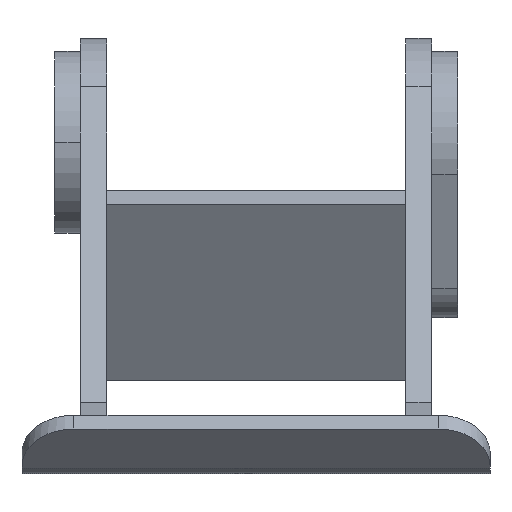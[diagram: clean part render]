
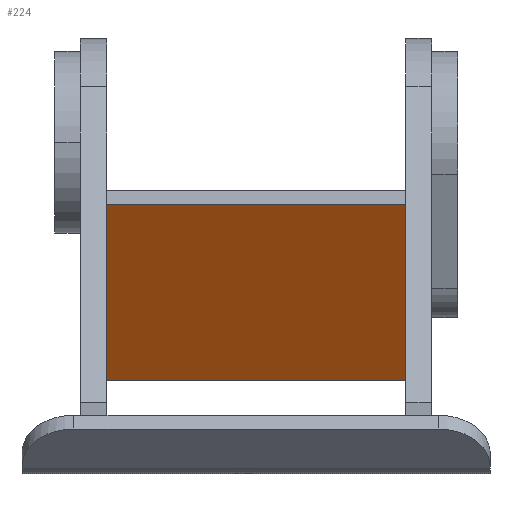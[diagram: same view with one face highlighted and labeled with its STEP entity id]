
A CAD part, front view. The second image highlights one B-rep face of the part: STEP entity #224.
In plain terms, the highlighted planar face has unit normal (0, -0.847, -0.532).
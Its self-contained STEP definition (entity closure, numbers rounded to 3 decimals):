
#110=CARTESIAN_POINT('Vertex',(41.275,78.932,131.733)) ;
#113=CARTESIAN_POINT('Line Origine',(114.3,78.932,131.733)) ;
#117=CARTESIAN_POINT('Vertex',(187.325,78.932,131.733)) ;
#148=CARTESIAN_POINT('Vertex',(187.325,132.948,45.681)) ;
#151=CARTESIAN_POINT('Line Origine',(114.3,132.948,45.681)) ;
#155=CARTESIAN_POINT('Vertex',(41.275,132.948,45.681)) ;
#203=CARTESIAN_POINT('Axis2P3D Location',(200.025,139.7,34.925)) ;
#208=CARTESIAN_POINT('Line Origine',(41.275,105.94,88.707)) ;
#213=CARTESIAN_POINT('Line Origine',(187.325,105.94,88.707)) ;
#114=DIRECTION('Vector Direction',(-1.,0.,0.)) ;
#152=DIRECTION('Vector Direction',(1.,0.,0.)) ;
#204=DIRECTION('Axis2P3D Direction',(-0.,-0.847,-0.532)) ;
#205=DIRECTION('Axis2P3D XDirection',(0.,-0.532,0.847)) ;
#209=DIRECTION('Vector Direction',(0.,-0.532,0.847)) ;
#214=DIRECTION('Vector Direction',(0.,-0.532,0.847)) ;
#206=AXIS2_PLACEMENT_3D('Plane Axis2P3D',#203,#204,#205) ;
#219=ORIENTED_EDGE('',*,*,#212,.F.) ;
#220=ORIENTED_EDGE('',*,*,#157,.F.) ;
#221=ORIENTED_EDGE('',*,*,#217,.T.) ;
#222=ORIENTED_EDGE('',*,*,#119,.F.) ;
#115=VECTOR('Line Direction',#114,1.) ;
#153=VECTOR('Line Direction',#152,1.) ;
#210=VECTOR('Line Direction',#209,1.) ;
#215=VECTOR('Line Direction',#214,1.) ;
#224=ADVANCED_FACE('PartBody',(#223),#207,.T.) ;
#119=EDGE_CURVE('',#111,#118,#116,.F.) ;
#157=EDGE_CURVE('',#149,#156,#154,.F.) ;
#212=EDGE_CURVE('',#156,#111,#211,.T.) ;
#217=EDGE_CURVE('',#149,#118,#216,.T.) ;
#218=EDGE_LOOP('',(#219,#220,#221,#222)) ;
#223=FACE_OUTER_BOUND('',#218,.T.) ;
#116=LINE('Line',#113,#115) ;
#154=LINE('Line',#151,#153) ;
#211=LINE('Line',#208,#210) ;
#216=LINE('Line',#213,#215) ;
#207=PLANE('Plane',#206) ;
#111=VERTEX_POINT('',#110) ;
#118=VERTEX_POINT('',#117) ;
#149=VERTEX_POINT('',#148) ;
#156=VERTEX_POINT('',#155) ;
